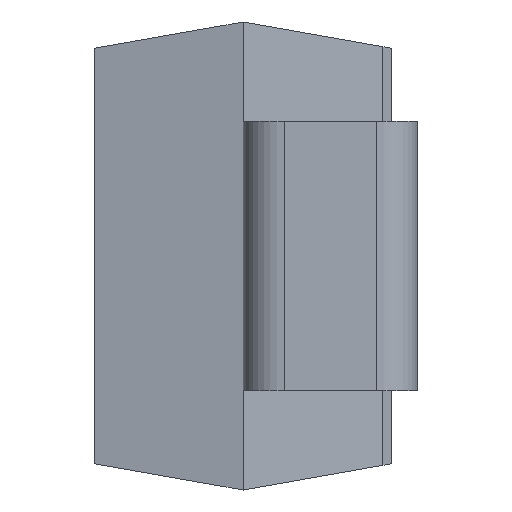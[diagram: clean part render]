
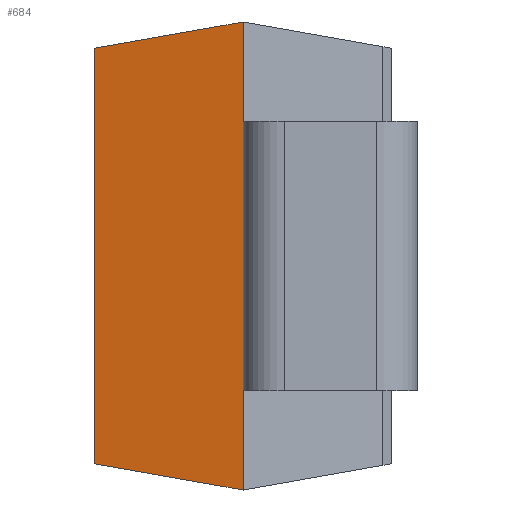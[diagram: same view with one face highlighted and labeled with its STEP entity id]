
A CAD part, left-side view. The second image highlights one B-rep face of the part: STEP entity #684.
In plain terms, the highlighted planar face has unit normal (-0.985, 0.174, 0).
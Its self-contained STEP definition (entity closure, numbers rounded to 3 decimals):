
#9 = ORIENTED_EDGE ( 'NONE', *, *, #245, .F. ) ;
#13 = LINE ( 'NONE', #114, #277 ) ;
#71 = CARTESIAN_POINT ( 'NONE',  ( -1.955, 1.15, 1.607 ) ) ;
#79 = ORIENTED_EDGE ( 'NONE', *, *, #263, .F. ) ;
#114 = CARTESIAN_POINT ( 'NONE',  ( -2.157, 0., 1.81 ) ) ;
#245 = EDGE_CURVE ( 'NONE', #1513, #613, #1256, .T. ) ;
#252 = EDGE_LOOP ( 'NONE', ( #435, #9, #79, #1132 ) ) ;
#263 = EDGE_CURVE ( 'NONE', #1199, #1513, #366, .T. ) ;
#277 = VECTOR ( 'NONE', #345, 1000. ) ;
#323 = VECTOR ( 'NONE', #1005, 1000. ) ;
#345 = DIRECTION ( 'NONE',  ( 0., 0., 1. ) ) ;
#366 = LINE ( 'NONE', #418, #906 ) ;
#418 = CARTESIAN_POINT ( 'NONE',  ( -1.955, 1.15, 1.81 ) ) ;
#428 = DIRECTION ( 'NONE',  ( 0., 0., 1. ) ) ;
#435 = ORIENTED_EDGE ( 'NONE', *, *, #791, .T. ) ;
#467 = CARTESIAN_POINT ( 'NONE',  ( -2.157, 0., -1.81 ) ) ;
#483 = CARTESIAN_POINT ( 'NONE',  ( -2.157, 0., 1.81 ) ) ;
#584 = FACE_OUTER_BOUND ( 'NONE', #252, .T. ) ;
#613 = VERTEX_POINT ( 'NONE', #838 ) ;
#623 = LINE ( 'NONE', #1309, #823 ) ;
#652 = EDGE_CURVE ( 'NONE', #1199, #654, #623, .T. ) ;
#654 = VERTEX_POINT ( 'NONE', #467 ) ;
#684 = ADVANCED_FACE ( 'NONE', ( #584 ), #1178, .T. ) ;
#726 = DIRECTION ( 'NONE',  ( -0.174, -0.985, 0. ) ) ;
#791 = EDGE_CURVE ( 'NONE', #654, #613, #13, .T. ) ;
#823 = VECTOR ( 'NONE', #1063, 1000. ) ;
#827 = DIRECTION ( 'NONE',  ( -0.985, 0.174, 0. ) ) ;
#838 = CARTESIAN_POINT ( 'NONE',  ( -2.157, 0., 1.81 ) ) ;
#906 = VECTOR ( 'NONE', #428, 1000. ) ;
#1005 = DIRECTION ( 'NONE',  ( -0.171, -0.97, 0.171 ) ) ;
#1063 = DIRECTION ( 'NONE',  ( -0.171, -0.97, -0.171 ) ) ;
#1132 = ORIENTED_EDGE ( 'NONE', *, *, #652, .T. ) ;
#1162 = AXIS2_PLACEMENT_3D ( 'NONE', #483, #827, #726 ) ;
#1178 = PLANE ( 'NONE',  #1162 ) ;
#1199 = VERTEX_POINT ( 'NONE', #1446 ) ;
#1256 = LINE ( 'NONE', #1496, #323 ) ;
#1309 = CARTESIAN_POINT ( 'NONE',  ( -2.052, 0.601, -1.704 ) ) ;
#1446 = CARTESIAN_POINT ( 'NONE',  ( -1.955, 1.15, -1.607 ) ) ;
#1496 = CARTESIAN_POINT ( 'NONE',  ( -2.031, 0.716, 1.684 ) ) ;
#1513 = VERTEX_POINT ( 'NONE', #71 ) ;
